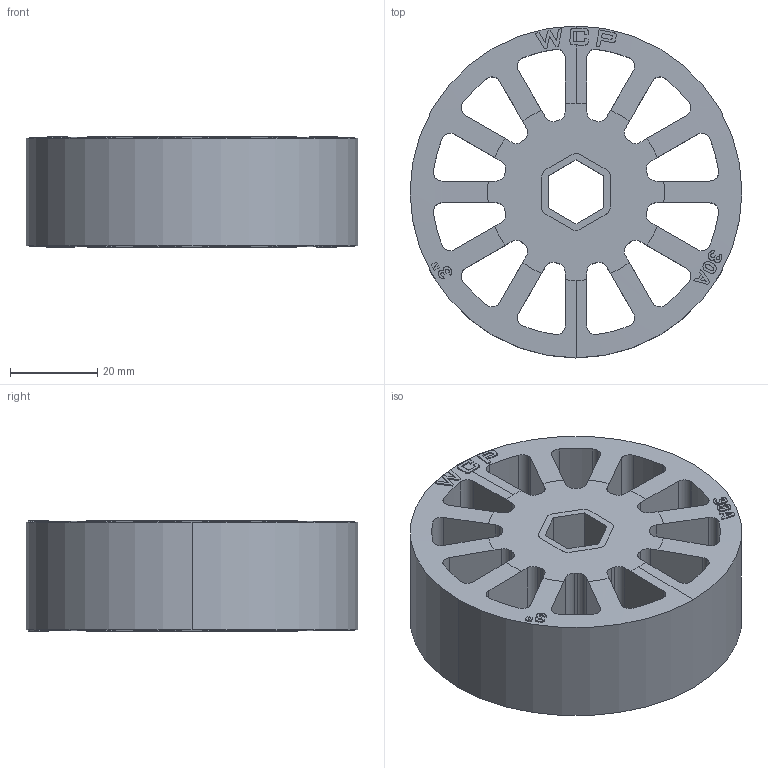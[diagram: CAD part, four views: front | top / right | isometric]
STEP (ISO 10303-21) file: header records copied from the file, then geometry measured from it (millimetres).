
FILE_DESCRIPTION (( 'STEP AP214' ), '1' );
FILE_NAME ('WCP-1299.step', '2025-02-12T21:26:56', ( '' ), ( '' ), 'SwSTEP 2.0', 'SolidWorks 2022', '' );
FILE_SCHEMA (( 'AUTOMOTIVE_DESIGN' ));
Length unit declared in the file: inch
Products named in the file (3): WCP-1293-001 Rev1; WCP-1299; 3.000in x 1.000in Straight Flex Wheel (0.500in Hex) Overmold Rev1_30A
Assembly tree (2 placements, depth 2):
  WCP-1299
    3.000in x 1.000in Straight Flex Wheel (0.500in Hex) Overmold Rev1_30A
    WCP-1293-001 Rev1
Bounding box: 76.2 x 76.2 x 25.4 mm (x, y, z)
Volume: 72611.3 mm3; surface area: 35041 mm2
Topology: 2 solids, 2 shells, 1162 faces, 3022 edges, 1818 vertices
Faces by surface type: bspline 378, cylinder 356, plane 336, torus 64, cone 28
Entity records: 47200 total; most frequent: CARTESIAN_POINT 22185, ORIENTED_EDGE 6044, DIRECTION 4182, EDGE_CURVE 3022, VERTEX_POINT 1818, AXIS2_PLACEMENT_3D 1513, EDGE_LOOP 1192, FACE_OUTER_BOUND 1162
